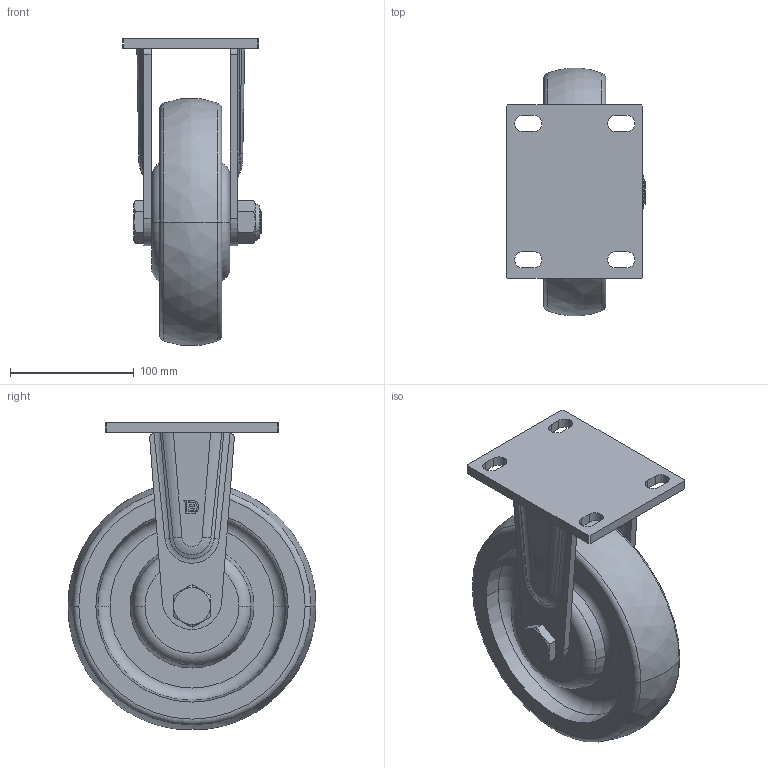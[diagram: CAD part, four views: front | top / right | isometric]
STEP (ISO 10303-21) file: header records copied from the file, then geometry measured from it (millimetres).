
FILE_DESCRIPTION((''),'2;1');
FILE_NAME('PRT0004','2025-05-08T15:45:57',('Administrator'),(''),'CREO PARAMETRIC BY PTC INC, 2022124','CREO PARAMETRIC BY PTC INC, 2022124','');
FILE_SCHEMA(('AP203_CONFIGURATION_CONTROLLED_3D_DESIGN_OF_MECHANICAL_PARTS_AND_ASSEMBLIES_MIM_LF { 1 0 10303 403 2 1 2 }'));
Length unit declared in the file: millimetre
Products named in the file (1): PRT0004
Bounding box: 112 x 199.67 x 247.53 mm (x, y, z)
Surface area: 219724.8 mm2 (no closed solid volume)
Topology: 0 solids, 15 shells, 164 faces, 460 edges, 318 vertices
Faces by surface type: plane 60, bspline 40, cone 26, torus 22, cylinder 16
Entity records: 10028 total; most frequent: CARTESIAN_POINT 4795, DIRECTION 795, ORIENTED_EDGE 773, EDGE_CURVE 460, AXIS2_PLACEMENT_3D 319, VERTEX_POINT 318, EDGE_LOOP 194, CIRCLE 185
